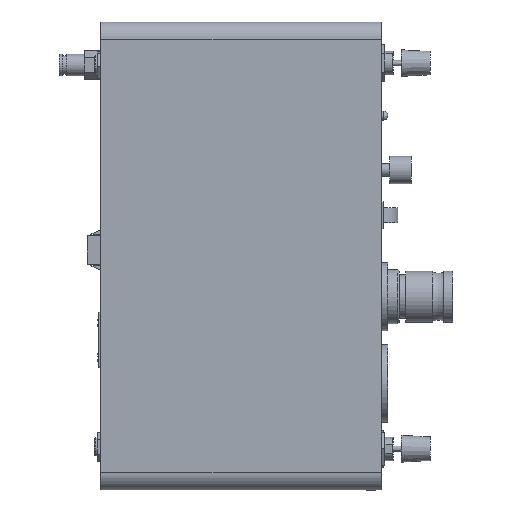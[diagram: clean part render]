
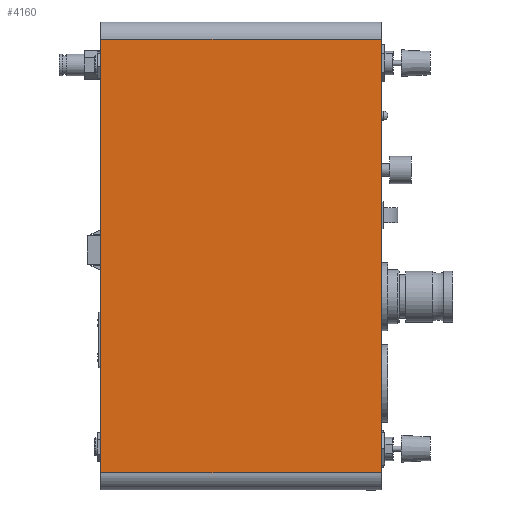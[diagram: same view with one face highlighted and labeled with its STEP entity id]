
A CAD part, top view. The second image highlights one B-rep face of the part: STEP entity #4160.
In plain terms, the highlighted planar face has unit normal (0, 0, 1).
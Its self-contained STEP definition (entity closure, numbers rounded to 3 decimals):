
#547=LINE('',#6808,#921);
#558=LINE('',#6837,#932);
#569=LINE('',#6864,#943);
#570=LINE('',#6866,#944);
#921=VECTOR('',#5622,1000.);
#932=VECTOR('',#5645,1000.);
#943=VECTOR('',#5682,1000.);
#944=VECTOR('',#5685,1000.);
#1170=FACE_OUTER_BOUND('',#1456,.T.);
#1456=EDGE_LOOP('',(#3478,#3479,#3480,#3481));
#1929=VERTEX_POINT('',#6805);
#1930=VERTEX_POINT('',#6807);
#1941=VERTEX_POINT('',#6834);
#1942=VERTEX_POINT('',#6836);
#2440=EDGE_CURVE('',#1930,#1929,#547,.F.);
#2454=EDGE_CURVE('',#1941,#1942,#558,.F.);
#2472=EDGE_CURVE('',#1930,#1941,#569,.T.);
#2473=EDGE_CURVE('',#1929,#1942,#570,.F.);
#3478=ORIENTED_EDGE('',*,*,#2454,.F.);
#3479=ORIENTED_EDGE('',*,*,#2472,.F.);
#3480=ORIENTED_EDGE('',*,*,#2440,.T.);
#3481=ORIENTED_EDGE('',*,*,#2473,.T.);
#3706=PLANE('',#4560);
#4160=ADVANCED_FACE('',(#1170),#3706,.T.);
#4560=AXIS2_PLACEMENT_3D('',#6865,#5683,#5684);
#5622=DIRECTION('',(0.,1.,0.));
#5645=DIRECTION('',(0.,1.,0.));
#5682=DIRECTION('',(1.,0.,0.));
#5683=DIRECTION('center_axis',(0.,0.,
1.));
#5684=DIRECTION('ref_axis',(0.,1.,0.));
#5685=DIRECTION('',(-1.,0.,0.));
#6805=CARTESIAN_POINT('',(-77.5,-119.7,67.1));
#6807=CARTESIAN_POINT('',(-77.5,119.7,67.1));
#6808=CARTESIAN_POINT('',(-77.5,119.7,67.1));
#6834=CARTESIAN_POINT('',(77.5,119.7,67.1));
#6836=CARTESIAN_POINT('',(77.5,-119.7,67.1));
#6837=CARTESIAN_POINT('',(77.5,119.7,67.1));
#6864=CARTESIAN_POINT('',(-77.5,119.7,67.1));
#6865=CARTESIAN_POINT('Origin',(-77.5,119.7,67.1));
#6866=CARTESIAN_POINT('',(-77.5,-119.7,67.1));
